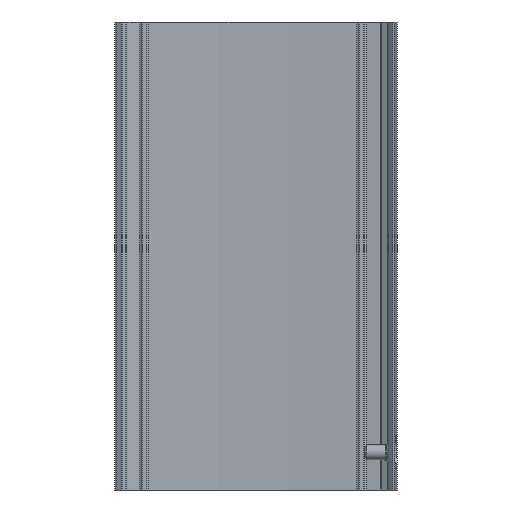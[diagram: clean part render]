
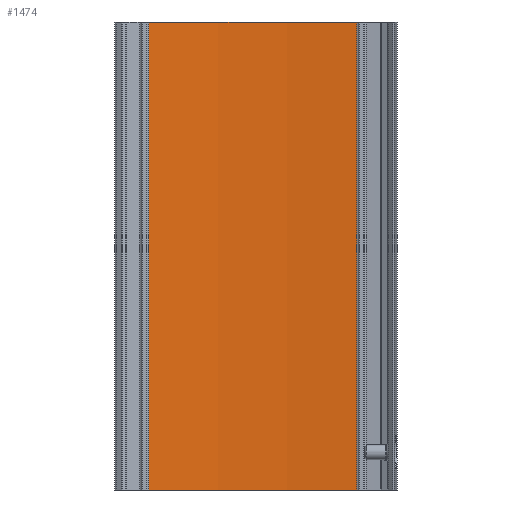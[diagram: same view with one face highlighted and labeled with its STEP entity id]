
A CAD part, front view. The second image highlights one B-rep face of the part: STEP entity #1474.
In plain terms, the highlighted cylindrical face has radius 248.9 mm (diameter 497.8 mm), a partial arc.
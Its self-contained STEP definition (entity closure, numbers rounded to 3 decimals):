
#115=CIRCLE('',#1622,248.9);
#116=CIRCLE('',#1623,248.9);
#215=LINE('',#2398,#340);
#216=LINE('',#2404,#341);
#340=VECTOR('',#1913,1000.);
#341=VECTOR('',#1920,1000.);
#540=ORIENTED_EDGE('',*,*,#945,.T.);
#541=ORIENTED_EDGE('',*,*,#944,.F.);
#542=ORIENTED_EDGE('',*,*,#946,.F.);
#543=ORIENTED_EDGE('',*,*,#947,.T.);
#944=EDGE_CURVE('',#1131,#1130,#215,.T.);
#945=EDGE_CURVE('',#1132,#1130,#115,.T.);
#946=EDGE_CURVE('',#1133,#1131,#116,.T.);
#947=EDGE_CURVE('',#1133,#1132,#216,.T.);
#1130=VERTEX_POINT('',#2395);
#1131=VERTEX_POINT('',#2397);
#1132=VERTEX_POINT('',#2401);
#1133=VERTEX_POINT('',#2403);
#1254=EDGE_LOOP('',(#540,#541,#542,#543));
#1346=FACE_BOUND('',#1254,.T.);
#1425=CYLINDRICAL_SURFACE('',#1621,248.9);
#1474=ADVANCED_FACE('',(#1346),#1425,.F.);
#1621=AXIS2_PLACEMENT_3D('',#2399,#1914,#1915);
#1622=AXIS2_PLACEMENT_3D('',#2400,#1916,#1917);
#1623=AXIS2_PLACEMENT_3D('',#2402,#1918,#1919);
#1913=DIRECTION('',(0.,0.,1.));
#1914=DIRECTION('',(0.,0.,1.));
#1915=DIRECTION('',(1.,0.,0.));
#1916=DIRECTION('',(0.,0.,1.));
#1917=DIRECTION('',(1.,0.,0.));
#1918=DIRECTION('',(0.,0.,1.));
#1919=DIRECTION('',(1.,0.,0.));
#1920=DIRECTION('',(0.,0.,1.));
#2395=CARTESIAN_POINT('',(-27.555,16.27,0.));
#2397=CARTESIAN_POINT('',(-27.555,16.27,-124.));
#2398=CARTESIAN_POINT('',(-27.555,16.27,-124.));
#2399=CARTESIAN_POINT('',(0.,-231.1,-124.));
#2400=CARTESIAN_POINT('',(0.,-231.1,0.));
#2401=CARTESIAN_POINT('',(27.555,16.27,0.));
#2402=CARTESIAN_POINT('',(0.,-231.1,-124.));
#2403=CARTESIAN_POINT('',(27.555,16.27,-124.));
#2404=CARTESIAN_POINT('',(27.555,16.27,-124.));
